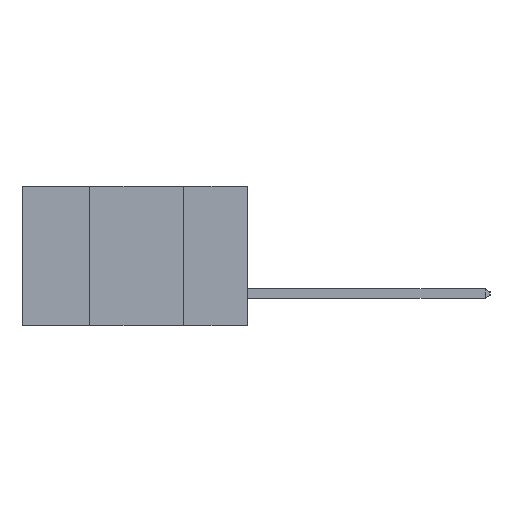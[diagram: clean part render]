
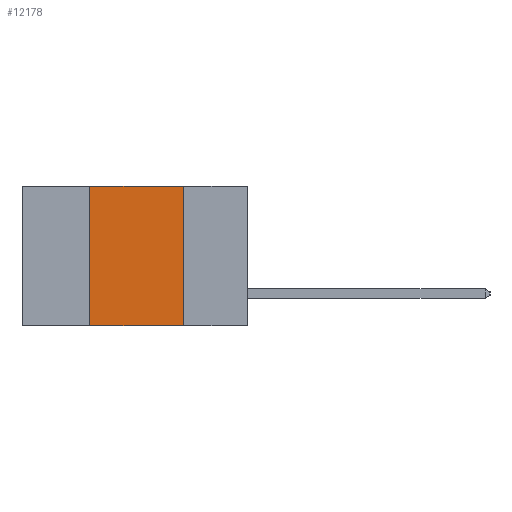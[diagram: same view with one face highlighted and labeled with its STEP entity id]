
A CAD part, left-side view. The second image highlights one B-rep face of the part: STEP entity #12178.
In plain terms, the highlighted planar face has unit normal (-1, 0, 0).
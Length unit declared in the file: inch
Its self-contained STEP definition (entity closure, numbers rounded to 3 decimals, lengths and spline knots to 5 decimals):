
#143 = VECTOR ( 'NONE', #192, 39.37008 ) ;
#192 = DIRECTION ( 'NONE',  ( 0., -1., 0. ) ) ;
#450 = CARTESIAN_POINT ( 'NONE',  ( 0., 0.17, -0.37 ) ) ;
#706 = EDGE_CURVE ( 'NONE', #809, #2718, #10984, .T. ) ;
#736 = VERTEX_POINT ( 'NONE', #450 ) ;
#809 = VERTEX_POINT ( 'NONE', #9680 ) ;
#859 = CARTESIAN_POINT ( 'NONE',  ( 0., 0.42, -0.37 ) ) ;
#1167 = DIRECTION ( 'NONE',  ( 0., 0., 1. ) ) ;
#1983 = CARTESIAN_POINT ( 'NONE',  ( 0., 0.17, 0. ) ) ;
#2132 = CARTESIAN_POINT ( 'NONE',  ( 0., 0.6, 0. ) ) ;
#2649 = PLANE ( 'NONE',  #6051 ) ;
#2718 = VERTEX_POINT ( 'NONE', #1983 ) ;
#3195 = ORIENTED_EDGE ( 'NONE', *, *, #4907, .F. ) ;
#3670 = DIRECTION ( 'NONE',  ( 1., 0., 0. ) ) ;
#3964 = VECTOR ( 'NONE', #4552, 39.37008 ) ;
#4355 = LINE ( 'NONE', #11258, #9336 ) ;
#4394 = CARTESIAN_POINT ( 'NONE',  ( 0., 0.17, -0.37 ) ) ;
#4552 = DIRECTION ( 'NONE',  ( 0., -1., 0. ) ) ;
#4907 = EDGE_CURVE ( 'NONE', #2718, #736, #6140, .T. ) ;
#5550 = CARTESIAN_POINT ( 'NONE',  ( 0., 0.6, -0.37 ) ) ;
#5729 = ORIENTED_EDGE ( 'NONE', *, *, #706, .F. ) ;
#6051 = AXIS2_PLACEMENT_3D ( 'NONE', #8712, #3670, #10664 ) ;
#6140 = LINE ( 'NONE', #4394, #11345 ) ;
#6396 = EDGE_CURVE ( 'NONE', #8063, #809, #4355, .T. ) ;
#6449 = ORIENTED_EDGE ( 'NONE', *, *, #10319, .T. ) ;
#8063 = VERTEX_POINT ( 'NONE', #859 ) ;
#8608 = FACE_OUTER_BOUND ( 'NONE', #8898, .T. ) ;
#8712 = CARTESIAN_POINT ( 'NONE',  ( 0., 0.6, 0. ) ) ;
#8898 = EDGE_LOOP ( 'NONE', ( #3195, #5729, #11321, #6449 ) ) ;
#9336 = VECTOR ( 'NONE', #1167, 39.37008 ) ;
#9580 = LINE ( 'NONE', #5550, #3964 ) ;
#9680 = CARTESIAN_POINT ( 'NONE',  ( 0., 0.42, 0. ) ) ;
#10319 = EDGE_CURVE ( 'NONE', #8063, #736, #9580, .T. ) ;
#10664 = DIRECTION ( 'NONE',  ( 0., 0., -1. ) ) ;
#10984 = LINE ( 'NONE', #2132, #143 ) ;
#11258 = CARTESIAN_POINT ( 'NONE',  ( 0., 0.42, -0.37 ) ) ;
#11321 = ORIENTED_EDGE ( 'NONE', *, *, #6396, .F. ) ;
#11345 = VECTOR ( 'NONE', #12278, 39.37008 ) ;
#12178 = ADVANCED_FACE ( 'NONE', ( #8608 ), #2649, .F. ) ;
#12278 = DIRECTION ( 'NONE',  ( 0., 0., -1. ) ) ;
